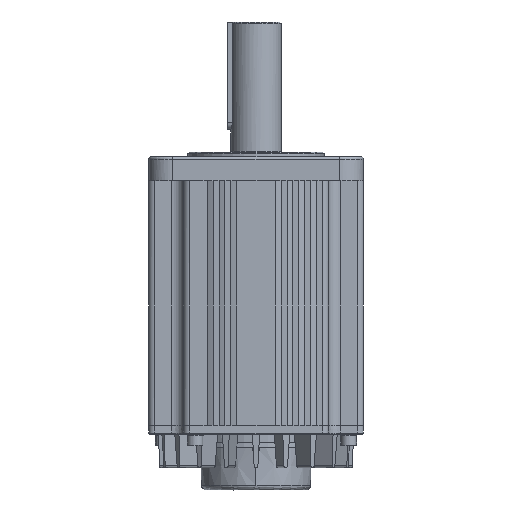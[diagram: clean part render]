
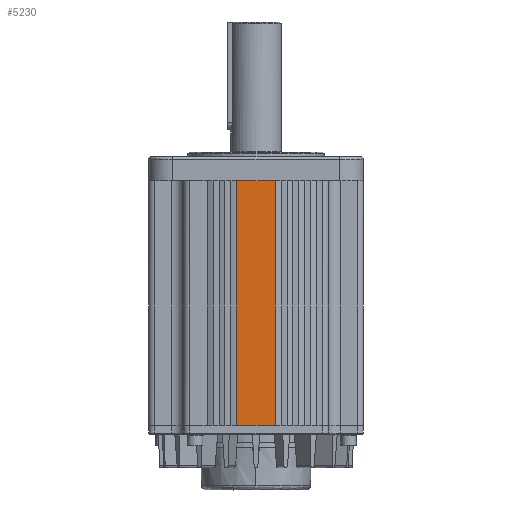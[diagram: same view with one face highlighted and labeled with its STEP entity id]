
A CAD part, front view. The second image highlights one B-rep face of the part: STEP entity #5230.
In plain terms, the highlighted planar face has unit normal (0, -1, 0).
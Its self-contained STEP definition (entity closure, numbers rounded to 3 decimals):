
#1832 = CARTESIAN_POINT ( 'NONE',  ( -16., -90., 101.1 ) ) ;
#2025 = CARTESIAN_POINT ( 'NONE',  ( 0., -90., -1.5 ) ) ;
#2039 = EDGE_LOOP ( 'NONE', ( #7909, #16676, #14266, #9308 ) ) ;
#2048 = EDGE_CURVE ( 'NONE', #8818, #10205, #20509, .T. ) ;
#2370 = CARTESIAN_POINT ( 'NONE',  ( 16., -90., -104.1 ) ) ;
#2894 = EDGE_CURVE ( 'NONE', #11474, #10522, #6962, .T. ) ;
#3588 = DIRECTION ( 'NONE',  ( -1., 0., 0. ) ) ;
#3982 = DIRECTION ( 'NONE',  ( 0., 1., 0. ) ) ;
#5102 = CARTESIAN_POINT ( 'NONE',  ( -16., -90., -104.1 ) ) ;
#5110 = DIRECTION ( 'NONE',  ( -1., 0., 0. ) ) ;
#5230 = ADVANCED_FACE ( 'NONE', ( #5834 ), #14823, .F. ) ;
#5834 = FACE_OUTER_BOUND ( 'NONE', #2039, .T. ) ;
#5972 = AXIS2_PLACEMENT_3D ( 'NONE', #2025, #3982, #9512 ) ;
#6586 = VECTOR ( 'NONE', #22905, 1000. ) ;
#6962 = LINE ( 'NONE', #18468, #11065 ) ;
#7909 = ORIENTED_EDGE ( 'NONE', *, *, #2894, .T. ) ;
#8285 = VECTOR ( 'NONE', #3588, 1000. ) ;
#8455 = CARTESIAN_POINT ( 'NONE',  ( 16., -90., -1.5 ) ) ;
#8818 = VERTEX_POINT ( 'NONE', #2370 ) ;
#9308 = ORIENTED_EDGE ( 'NONE', *, *, #9571, .F. ) ;
#9512 = DIRECTION ( 'NONE',  ( 0., 0., 1. ) ) ;
#9571 = EDGE_CURVE ( 'NONE', #11474, #8818, #15449, .T. ) ;
#10205 = VERTEX_POINT ( 'NONE', #5102 ) ;
#10522 = VERTEX_POINT ( 'NONE', #1832 ) ;
#11065 = VECTOR ( 'NONE', #5110, 1000. ) ;
#11474 = VERTEX_POINT ( 'NONE', #15293 ) ;
#11507 = CARTESIAN_POINT ( 'NONE',  ( -16., -90., -1.5 ) ) ;
#12041 = EDGE_CURVE ( 'NONE', #10205, #10522, #21172, .T. ) ;
#14266 = ORIENTED_EDGE ( 'NONE', *, *, #2048, .F. ) ;
#14823 = PLANE ( 'NONE',  #5972 ) ;
#15293 = CARTESIAN_POINT ( 'NONE',  ( 16., -90., 101.1 ) ) ;
#15449 = LINE ( 'NONE', #8455, #6586 ) ;
#16676 = ORIENTED_EDGE ( 'NONE', *, *, #12041, .F. ) ;
#18137 = VECTOR ( 'NONE', #23135, 1000. ) ;
#18468 = CARTESIAN_POINT ( 'NONE',  ( 0., -90., 101.1 ) ) ;
#20392 = CARTESIAN_POINT ( 'NONE',  ( 0., -90., -104.1 ) ) ;
#20509 = LINE ( 'NONE', #20392, #8285 ) ;
#21172 = LINE ( 'NONE', #11507, #18137 ) ;
#22905 = DIRECTION ( 'NONE',  ( 0., 0., -1. ) ) ;
#23135 = DIRECTION ( 'NONE',  ( 0., 0., 1. ) ) ;
